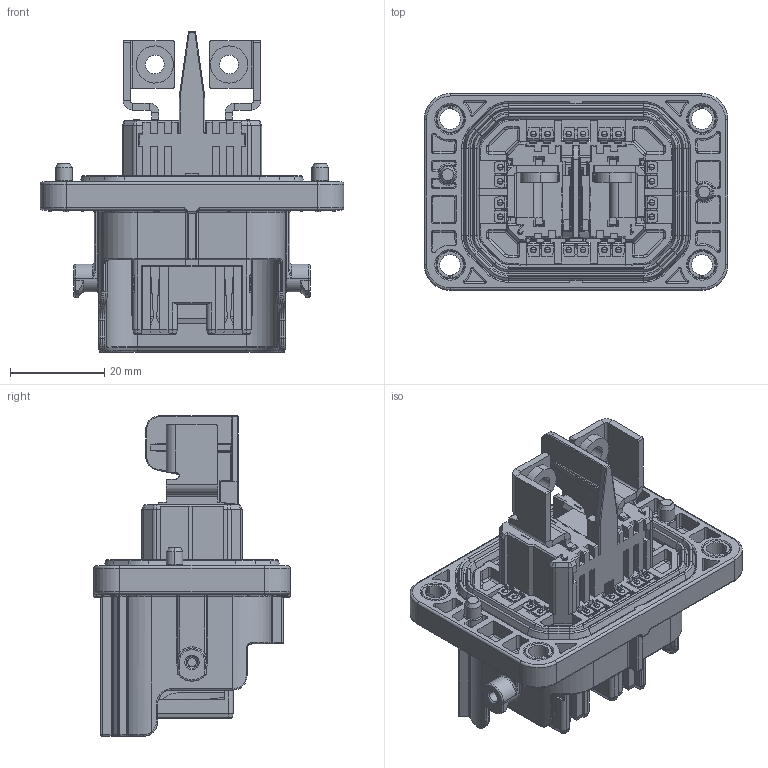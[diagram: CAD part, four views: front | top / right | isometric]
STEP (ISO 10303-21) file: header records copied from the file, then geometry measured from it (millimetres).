
FILE_DESCRIPTION (( 'STEP AP214' ), '1' );
FILE_NAME ('YGEV3-S2RA²å×ù.STEP', '2025-06-24T11:05:08', ( '' ), ( '' ), 'SwSTEP 2.0', 'SolidWorks 2023', '' );
FILE_SCHEMA (( 'AUTOMOTIVE_DESIGN' ));
Length unit declared in the file: millimetre
Products named in the file (1): YGEV3-S2RA插座
Bounding box: 64.5 x 41.8 x 68.1 mm (x, y, z)
Volume: 35837.8 mm3; surface area: 34453.8 mm2
Topology: 8 solids, 12 shells, 4696 faces, 11959 edges, 7312 vertices
Faces by surface type: plane 2461, cylinder 1249, torus 359, bspline 317, cone 158, sphere 152
Entity records: 158273 total; most frequent: CARTESIAN_POINT 46948, ORIENTED_EDGE 23792, DIRECTION 22402, EDGE_CURVE 11896, VECTOR 7578, LINE 7578, AXIS2_PLACEMENT_3D 7412, VERTEX_POINT 7306
